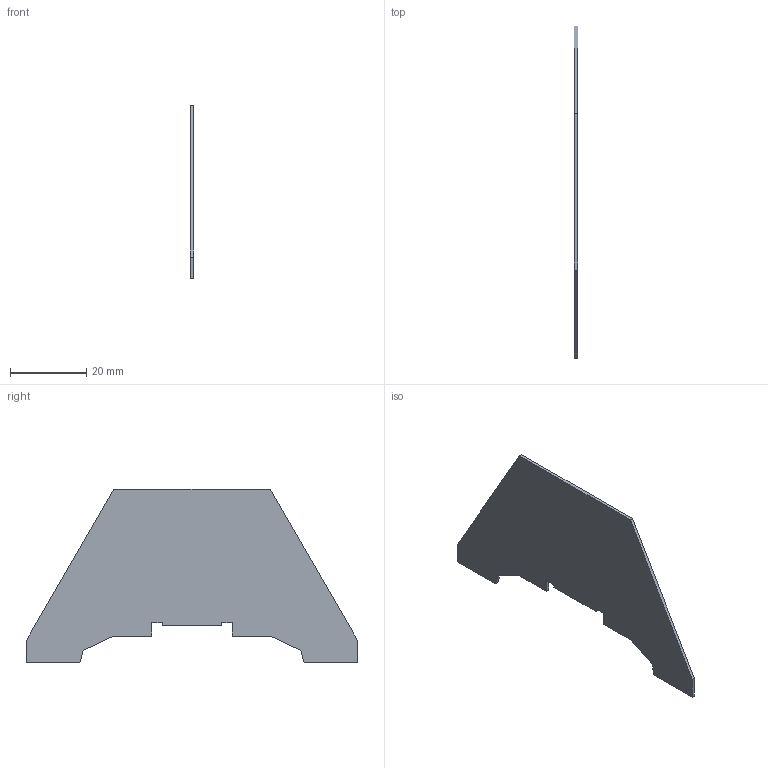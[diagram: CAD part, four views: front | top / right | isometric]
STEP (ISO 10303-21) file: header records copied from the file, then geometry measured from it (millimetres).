
FILE_DESCRIPTION(('Creo Elements/Direct Modeling STEP Export'),'2;1');
FILE_NAME('model.stp','2017-12-17T 8:59:48',(''),(''),'Creo Elements/Direct Modeling STEP processor for AP214 (Solid Model)','Creo Elements/Direct Modeling 18.1I 14-Aug-2016 (C) Parametric Technology GmbH','');
FILE_SCHEMA(('AUTOMOTIVE_DESIGN { 1 0 10303 214 1 1 1 1 }'));
Length unit declared in the file: millimetre
Products named in the file (2): ATS_GSK-select
Assembly tree (1 placements, depth 2):
  ATS_GSK-select
    ATS_GSK-select
Bounding box: 0.8 x 87 x 45.5 mm (x, y, z)
Volume: 2089 mm3; surface area: 5419.8 mm2
Topology: 1 solids, 1 shells, 22 faces, 60 edges, 40 vertices
Faces by surface type: plane 22
Entity records: 905 total; most frequent: CARTESIAN_POINT 124, ORIENTED_EDGE 120, DIRECTION 108, VECTOR 60, LINE 60, EDGE_CURVE 60, VERTEX_POINT 40, AXIS2_PLACEMENT_3D 24
